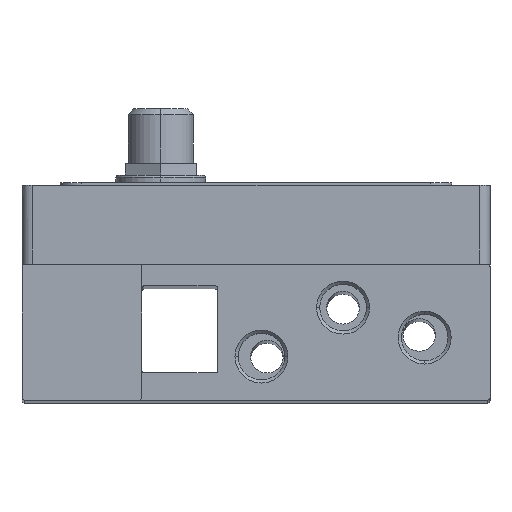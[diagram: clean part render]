
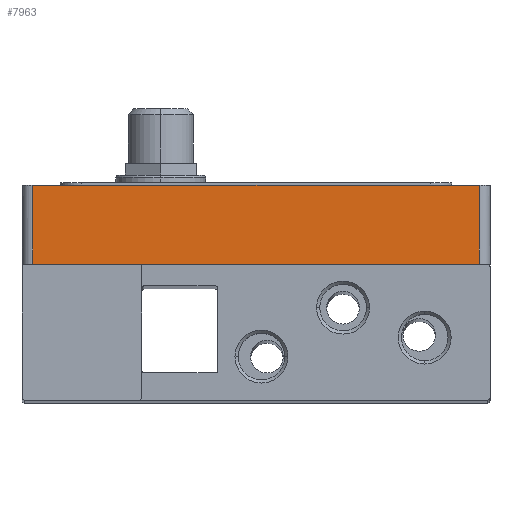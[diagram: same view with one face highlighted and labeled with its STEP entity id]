
A CAD part, top view. The second image highlights one B-rep face of the part: STEP entity #7963.
In plain terms, the highlighted planar face has unit normal (0, 0, 1).
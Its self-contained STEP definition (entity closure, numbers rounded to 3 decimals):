
#126 = LINE ( 'NONE', #3707, #8295 ) ;
#300 = CARTESIAN_POINT ( 'NONE',  ( 84., 25., 20.5 ) ) ;
#303 = ORIENTED_EDGE ( 'NONE', *, *, #9133, .F. ) ;
#1144 = CARTESIAN_POINT ( 'NONE',  ( 2., 39.5, 20.5 ) ) ;
#1467 = VERTEX_POINT ( 'NONE', #9307 ) ;
#2087 = VERTEX_POINT ( 'NONE', #1144 ) ;
#2139 = EDGE_CURVE ( 'NONE', #3286, #4739, #7118, .T. ) ;
#2482 = AXIS2_PLACEMENT_3D ( 'NONE', #4738, #7507, #10201 ) ;
#2671 = VECTOR ( 'NONE', #2837, 1000. ) ;
#2784 = CARTESIAN_POINT ( 'NONE',  ( 2., 39.5, 20.5 ) ) ;
#2837 = DIRECTION ( 'NONE',  ( 0., 1., 0. ) ) ;
#2906 = CARTESIAN_POINT ( 'NONE',  ( 85.5, 25., 20.5 ) ) ;
#3286 = VERTEX_POINT ( 'NONE', #7040 ) ;
#3707 = CARTESIAN_POINT ( 'NONE',  ( 84., 39.5, 20.5 ) ) ;
#3709 = LINE ( 'NONE', #2784, #2671 ) ;
#4172 = DIRECTION ( 'NONE',  ( 1., 0., 0. ) ) ;
#4399 = DIRECTION ( 'NONE',  ( 0., -1., 0. ) ) ;
#4469 = DIRECTION ( 'NONE',  ( 1., 0., 0. ) ) ;
#4640 = EDGE_CURVE ( 'NONE', #1467, #4739, #126, .T. ) ;
#4738 = CARTESIAN_POINT ( 'NONE',  ( 2., 39.5, 20.5 ) ) ;
#4739 = VERTEX_POINT ( 'NONE', #300 ) ;
#5162 = ORIENTED_EDGE ( 'NONE', *, *, #4640, .F. ) ;
#5419 = EDGE_LOOP ( 'NONE', ( #5162, #303, #9421, #5501 ) ) ;
#5501 = ORIENTED_EDGE ( 'NONE', *, *, #2139, .T. ) ;
#6627 = FACE_OUTER_BOUND ( 'NONE', #5419, .T. ) ;
#6883 = CARTESIAN_POINT ( 'NONE',  ( 2., 39.5, 20.5 ) ) ;
#7040 = CARTESIAN_POINT ( 'NONE',  ( 2., 25., 20.5 ) ) ;
#7118 = LINE ( 'NONE', #2906, #9741 ) ;
#7364 = EDGE_CURVE ( 'NONE', #3286, #2087, #3709, .T. ) ;
#7507 = DIRECTION ( 'NONE',  ( 0., 0., -1. ) ) ;
#7963 = ADVANCED_FACE ( 'NONE', ( #6627 ), #9077, .F. ) ;
#8295 = VECTOR ( 'NONE', #4399, 1000. ) ;
#8638 = LINE ( 'NONE', #6883, #9477 ) ;
#9077 = PLANE ( 'NONE',  #2482 ) ;
#9133 = EDGE_CURVE ( 'NONE', #2087, #1467, #8638, .T. ) ;
#9307 = CARTESIAN_POINT ( 'NONE',  ( 84., 39.5, 20.5 ) ) ;
#9421 = ORIENTED_EDGE ( 'NONE', *, *, #7364, .F. ) ;
#9477 = VECTOR ( 'NONE', #4172, 1000. ) ;
#9741 = VECTOR ( 'NONE', #4469, 1000. ) ;
#10201 = DIRECTION ( 'NONE',  ( -1., 0., 0. ) ) ;
